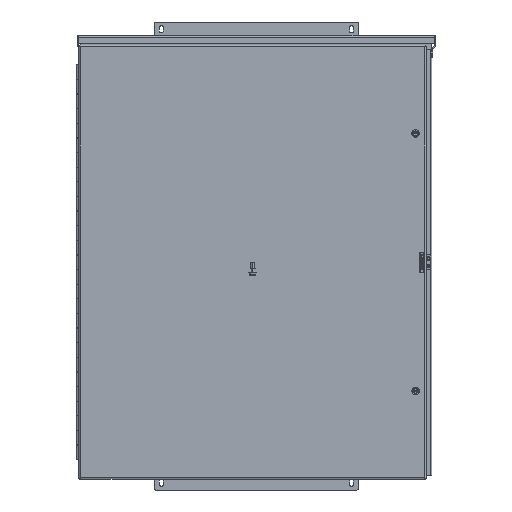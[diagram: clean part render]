
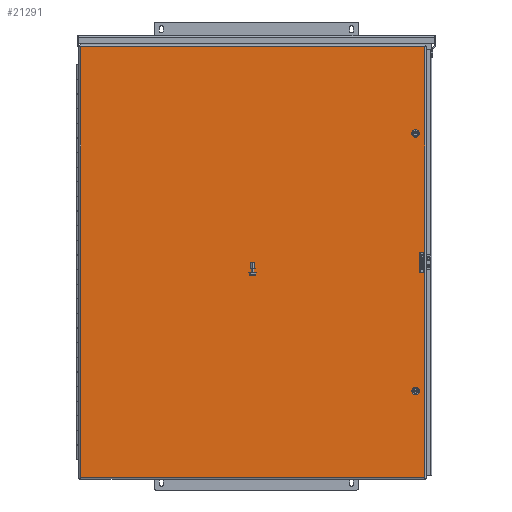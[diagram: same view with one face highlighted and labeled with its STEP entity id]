
A CAD part, front view. The second image highlights one B-rep face of the part: STEP entity #21291.
In plain terms, the highlighted planar face has unit normal (0, -1, 0).
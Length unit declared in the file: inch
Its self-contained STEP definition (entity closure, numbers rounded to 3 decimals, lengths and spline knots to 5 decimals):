
#44 = CARTESIAN_POINT ( 'NONE',  ( 11.45975, -10.172, -1.116 ) ) ;
#117 = LINE ( 'NONE', #15751, #1550 ) ;
#382 = AXIS2_PLACEMENT_3D ( 'NONE', #4265, #7091, #20071 ) ;
#720 = VERTEX_POINT ( 'NONE', #997 ) ;
#737 = DIRECTION ( 'NONE',  ( 0., 0., -1. ) ) ;
#997 = CARTESIAN_POINT ( 'NONE',  ( 11.017, -10.172, -9.241 ) ) ;
#1058 = CARTESIAN_POINT ( 'NONE',  ( 10.884, -10.172, -9.241 ) ) ;
#1455 = VERTEX_POINT ( 'NONE', #19382 ) ;
#1550 = VECTOR ( 'NONE', #24884, 39.37008 ) ;
#1601 = VERTEX_POINT ( 'NONE', #20550 ) ;
#1785 = VERTEX_POINT ( 'NONE', #18742 ) ;
#1966 = CARTESIAN_POINT ( 'NONE',  ( -12.026, -10.172, 14.306 ) ) ;
#1992 = ORIENTED_EDGE ( 'NONE', *, *, #21355, .T. ) ;
#2018 = FACE_BOUND ( 'NONE', #19592, .T. ) ;
#2319 = CIRCLE ( 'NONE', #18990, 0.133 ) ;
#2361 = CARTESIAN_POINT ( 'NONE',  ( 11.45975, -10.172, -1.116 ) ) ;
#2459 = FACE_OUTER_BOUND ( 'NONE', #27049, .T. ) ;
#2879 = ORIENTED_EDGE ( 'NONE', *, *, #21925, .T. ) ;
#3755 = DIRECTION ( 'NONE',  ( 1., 0., 0. ) ) ;
#4265 = CARTESIAN_POINT ( 'NONE',  ( 11.508, -10.172, -15.163 ) ) ;
#5327 = VERTEX_POINT ( 'NONE', #44 ) ;
#5347 = LINE ( 'NONE', #5500, #23939 ) ;
#5441 = VECTOR ( 'NONE', #18280, 39.37008 ) ;
#5446 = LINE ( 'NONE', #2361, #8138 ) ;
#5500 = CARTESIAN_POINT ( 'NONE',  ( -12.026, -10.172, -15.163 ) ) ;
#5991 = DIRECTION ( 'NONE',  ( 0., 1., 0. ) ) ;
#6021 = DIRECTION ( 'NONE',  ( 0., 0., 1. ) ) ;
#6197 = CARTESIAN_POINT ( 'NONE',  ( 11.45975, -10.172, 0.259 ) ) ;
#6277 = CARTESIAN_POINT ( 'NONE',  ( 11.508, -10.172, -15.163 ) ) ;
#7091 = DIRECTION ( 'NONE',  ( 0., -1., 0. ) ) ;
#7423 = VECTOR ( 'NONE', #18305, 39.37008 ) ;
#7806 = CARTESIAN_POINT ( 'NONE',  ( 11.14725, -10.172, 0.259 ) ) ;
#8138 = VECTOR ( 'NONE', #12307, 39.37008 ) ;
#8301 = EDGE_CURVE ( 'NONE', #1785, #720, #16852, .T. ) ;
#9041 = CARTESIAN_POINT ( 'NONE',  ( 11.508, -10.172, -15.163 ) ) ;
#9147 = DIRECTION ( 'NONE',  ( 0., 1., 0. ) ) ;
#9292 = ORIENTED_EDGE ( 'NONE', *, *, #12115, .T. ) ;
#9918 = DIRECTION ( 'NONE',  ( 1., 0., 0. ) ) ;
#9998 = CARTESIAN_POINT ( 'NONE',  ( -12.026, -10.172, -15.163 ) ) ;
#10596 = EDGE_CURVE ( 'NONE', #1601, #11369, #21401, .T. ) ;
#10706 = ORIENTED_EDGE ( 'NONE', *, *, #19643, .T. ) ;
#11369 = VERTEX_POINT ( 'NONE', #24933 ) ;
#11560 = FACE_BOUND ( 'NONE', #28451, .T. ) ;
#11566 = ORIENTED_EDGE ( 'NONE', *, *, #22996, .T. ) ;
#12115 = EDGE_CURVE ( 'NONE', #720, #1785, #18847, .T. ) ;
#12303 = LINE ( 'NONE', #19153, #19425 ) ;
#12307 = DIRECTION ( 'NONE',  ( 0., 0., -1. ) ) ;
#12757 = EDGE_CURVE ( 'NONE', #22013, #28965, #24872, .T. ) ;
#13384 = LINE ( 'NONE', #22499, #7423 ) ;
#13861 = CIRCLE ( 'NONE', #20068, 0.133 ) ;
#14003 = CARTESIAN_POINT ( 'NONE',  ( 11.508, -10.172, 14.306 ) ) ;
#14629 = ORIENTED_EDGE ( 'NONE', *, *, #12757, .T. ) ;
#14653 = VERTEX_POINT ( 'NONE', #1966 ) ;
#15276 = ORIENTED_EDGE ( 'NONE', *, *, #26997, .T. ) ;
#15537 = ORIENTED_EDGE ( 'NONE', *, *, #22624, .T. ) ;
#15751 = CARTESIAN_POINT ( 'NONE',  ( 11.508, -10.172, 14.306 ) ) ;
#16000 = CARTESIAN_POINT ( 'NONE',  ( 10.884, -10.172, -9.241 ) ) ;
#16207 = ORIENTED_EDGE ( 'NONE', *, *, #23753, .T. ) ;
#16852 = CIRCLE ( 'NONE', #23084, 0.133 ) ;
#18280 = DIRECTION ( 'NONE',  ( 1., 0., 0. ) ) ;
#18305 = DIRECTION ( 'NONE',  ( -1., 0., 0. ) ) ;
#18393 = DIRECTION ( 'NONE',  ( 1., 0., 0. ) ) ;
#18742 = CARTESIAN_POINT ( 'NONE',  ( 10.751, -10.172, -9.241 ) ) ;
#18847 = CIRCLE ( 'NONE', #24584, 0.133 ) ;
#18990 = AXIS2_PLACEMENT_3D ( 'NONE', #26453, #5991, #3755 ) ;
#19153 = CARTESIAN_POINT ( 'NONE',  ( 11.508, -10.172, -15.163 ) ) ;
#19359 = VECTOR ( 'NONE', #6021, 39.37008 ) ;
#19382 = CARTESIAN_POINT ( 'NONE',  ( 10.751, -10.172, 8.384 ) ) ;
#19425 = VECTOR ( 'NONE', #9918, 39.37008 ) ;
#19592 = EDGE_LOOP ( 'NONE', ( #9292, #21823 ) ) ;
#19643 = EDGE_CURVE ( 'NONE', #5327, #1601, #13384, .T. ) ;
#20068 = AXIS2_PLACEMENT_3D ( 'NONE', #23334, #21078, #27663 ) ;
#20071 = DIRECTION ( 'NONE',  ( 1., 0., 0. ) ) ;
#20527 = CARTESIAN_POINT ( 'NONE',  ( 11.45975, -10.172, 0.259 ) ) ;
#20550 = CARTESIAN_POINT ( 'NONE',  ( 11.14725, -10.172, -1.116 ) ) ;
#21078 = DIRECTION ( 'NONE',  ( 0., 1., 0. ) ) ;
#21291 = ADVANCED_FACE ( 'NONE', ( #2459, #11560, #23066, #2018 ), #27559, .T. ) ;
#21355 = EDGE_CURVE ( 'NONE', #27380, #22013, #12303, .T. ) ;
#21401 = LINE ( 'NONE', #7806, #19359 ) ;
#21823 = ORIENTED_EDGE ( 'NONE', *, *, #8301, .T. ) ;
#21925 = EDGE_CURVE ( 'NONE', #29415, #1455, #2319, .T. ) ;
#22013 = VERTEX_POINT ( 'NONE', #6277 ) ;
#22499 = CARTESIAN_POINT ( 'NONE',  ( 11.14725, -10.172, -1.116 ) ) ;
#22624 = EDGE_CURVE ( 'NONE', #25427, #5327, #5446, .T. ) ;
#22920 = DIRECTION ( 'NONE',  ( 0., 0., 1. ) ) ;
#22996 = EDGE_CURVE ( 'NONE', #1455, #29415, #13861, .T. ) ;
#23066 = FACE_BOUND ( 'NONE', #29080, .T. ) ;
#23084 = AXIS2_PLACEMENT_3D ( 'NONE', #1058, #26724, #26277 ) ;
#23334 = CARTESIAN_POINT ( 'NONE',  ( 10.884, -10.172, 8.384 ) ) ;
#23379 = CARTESIAN_POINT ( 'NONE',  ( 11.017, -10.172, 8.384 ) ) ;
#23753 = EDGE_CURVE ( 'NONE', #14653, #27380, #5347, .T. ) ;
#23939 = VECTOR ( 'NONE', #737, 39.37008 ) ;
#23977 = EDGE_CURVE ( 'NONE', #28965, #14653, #117, .T. ) ;
#24584 = AXIS2_PLACEMENT_3D ( 'NONE', #16000, #9147, #18393 ) ;
#24872 = LINE ( 'NONE', #9041, #27516 ) ;
#24884 = DIRECTION ( 'NONE',  ( -1., 0., 0. ) ) ;
#24933 = CARTESIAN_POINT ( 'NONE',  ( 11.14725, -10.172, 0.259 ) ) ;
#25427 = VERTEX_POINT ( 'NONE', #6197 ) ;
#25721 = LINE ( 'NONE', #20527, #5441 ) ;
#25788 = ORIENTED_EDGE ( 'NONE', *, *, #10596, .T. ) ;
#26277 = DIRECTION ( 'NONE',  ( 1., 0., 0. ) ) ;
#26453 = CARTESIAN_POINT ( 'NONE',  ( 10.884, -10.172, 8.384 ) ) ;
#26724 = DIRECTION ( 'NONE',  ( 0., 1., 0. ) ) ;
#26997 = EDGE_CURVE ( 'NONE', #11369, #25427, #25721, .T. ) ;
#27049 = EDGE_LOOP ( 'NONE', ( #29131, #16207, #1992, #14629 ) ) ;
#27380 = VERTEX_POINT ( 'NONE', #9998 ) ;
#27516 = VECTOR ( 'NONE', #22920, 39.37008 ) ;
#27559 = PLANE ( 'NONE',  #382 ) ;
#27663 = DIRECTION ( 'NONE',  ( 1., 0., 0. ) ) ;
#28451 = EDGE_LOOP ( 'NONE', ( #2879, #11566 ) ) ;
#28965 = VERTEX_POINT ( 'NONE', #14003 ) ;
#29080 = EDGE_LOOP ( 'NONE', ( #15537, #10706, #25788, #15276 ) ) ;
#29131 = ORIENTED_EDGE ( 'NONE', *, *, #23977, .T. ) ;
#29415 = VERTEX_POINT ( 'NONE', #23379 ) ;
